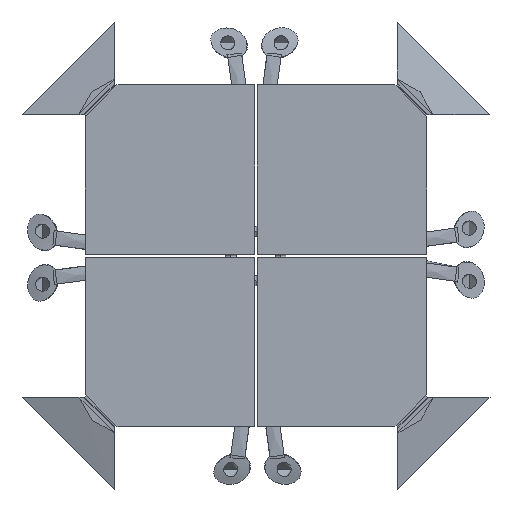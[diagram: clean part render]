
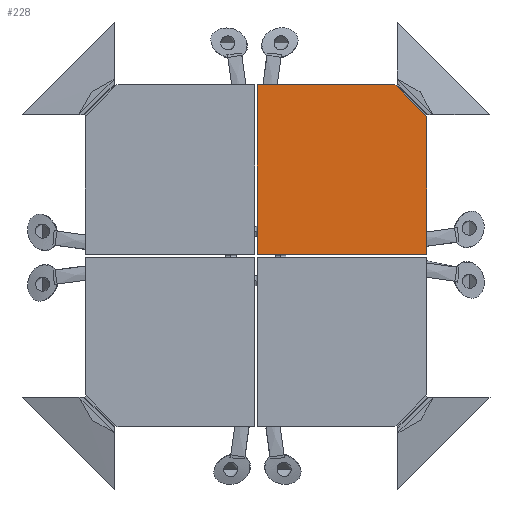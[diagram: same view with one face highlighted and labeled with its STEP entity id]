
A CAD part, top view. The second image highlights one B-rep face of the part: STEP entity #228.
In plain terms, the highlighted planar face has unit normal (0, 0, 1).
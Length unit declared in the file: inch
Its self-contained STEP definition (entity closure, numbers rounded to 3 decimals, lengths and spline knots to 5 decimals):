
#228=ADVANCED_FACE('',(#460),#3348,.T.);
#460=FACE_OUTER_BOUND('',#692,.T.);
#692=EDGE_LOOP('',(#946,#947,#948,#949,#950));
#946=ORIENTED_EDGE('',*,*,#1899,.F.);
#947=ORIENTED_EDGE('',*,*,#1905,.F.);
#948=ORIENTED_EDGE('',*,*,#1911,.F.);
#949=ORIENTED_EDGE('',*,*,#1906,.F.);
#950=ORIENTED_EDGE('',*,*,#1903,.T.);
#1899=EDGE_CURVE('',#2955,#2956,#2543,.T.);
#1903=EDGE_CURVE('',#2959,#2956,#2547,.T.);
#1905=EDGE_CURVE('',#2961,#2955,#2426,.T.);
#1906=EDGE_CURVE('',#2959,#2960,#2427,.T.);
#1911=EDGE_CURVE('',#2960,#2961,#2432,.T.);
#2426=(
BOUNDED_CURVE()
B_SPLINE_CURVE(2,(#3568,#3569,#3570),.UNSPECIFIED.,.F.,.F.)
B_SPLINE_CURVE_WITH_KNOTS((3,3),(-2.15403,-1.66691),
 .UNSPECIFIED.)
CURVE()
GEOMETRIC_REPRESENTATION_ITEM()
RATIONAL_B_SPLINE_CURVE((1.,1.,1.))
REPRESENTATION_ITEM('')
);
#2427=(
BOUNDED_CURVE()
B_SPLINE_CURVE(2,(#3571,#3572,#3573),.UNSPECIFIED.,.F.,.F.)
B_SPLINE_CURVE_WITH_KNOTS((3,3),(-2.82668,-2.33956),
 .UNSPECIFIED.)
CURVE()
GEOMETRIC_REPRESENTATION_ITEM()
RATIONAL_B_SPLINE_CURVE((1.,1.,1.))
REPRESENTATION_ITEM('')
);
#2432=(
BOUNDED_CURVE()
B_SPLINE_CURVE(2,(#3584,#3585,#3586),.UNSPECIFIED.,.F.,.F.)
B_SPLINE_CURVE_WITH_KNOTS((3,3),(-2.33956,-2.15403),
 .UNSPECIFIED.)
CURVE()
GEOMETRIC_REPRESENTATION_ITEM()
RATIONAL_B_SPLINE_CURVE((1.,0.707,1.))
REPRESENTATION_ITEM('')
);
#2543=B_SPLINE_CURVE_WITH_KNOTS('',1,(#3556,#3557),.UNSPECIFIED.,.F.,.F.,
(2,2),(0.,0.60624),.UNSPECIFIED.);
#2547=B_SPLINE_CURVE_WITH_KNOTS('',1,(#3564,#3565),.UNSPECIFIED.,.F.,.F.,
(2,2),(0.,0.60624),.UNSPECIFIED.);
#2955=VERTEX_POINT('',#3545);
#2956=VERTEX_POINT('',#3546);
#2959=VERTEX_POINT('',#3549);
#2960=VERTEX_POINT('',#3550);
#2961=VERTEX_POINT('',#3551);
#3348=PLANE('',#3419);
#3419=AXIS2_PLACEMENT_3D('',#3524,#3471,$);
#3471=DIRECTION('',(0.,0.,1.));
#3524=CARTESIAN_POINT('',(1.48489,-0.03489,0.433));
#3545=CARTESIAN_POINT('',(1.33358,0.72665,0.433));
#3546=CARTESIAN_POINT('',(0.73335,0.72665,0.433));
#3549=CARTESIAN_POINT('',(0.73335,1.32689,0.433));
#3550=CARTESIAN_POINT('',(1.22047,1.32689,0.433));
#3551=CARTESIAN_POINT('',(1.33358,1.21378,0.433));
#3556=CARTESIAN_POINT('',(1.33358,0.72665,0.433));
#3557=CARTESIAN_POINT('',(0.73335,0.72665,0.433));
#3564=CARTESIAN_POINT('',(0.73335,1.32689,0.433));
#3565=CARTESIAN_POINT('',(0.73335,0.72665,0.433));
#3568=CARTESIAN_POINT('',(1.33358,1.21378,0.433));
#3569=CARTESIAN_POINT('',(1.33358,0.97022,0.433));
#3570=CARTESIAN_POINT('',(1.33358,0.72665,0.433));
#3571=CARTESIAN_POINT('',(0.73335,1.32689,0.433));
#3572=CARTESIAN_POINT('',(0.97691,1.32689,0.433));
#3573=CARTESIAN_POINT('',(1.22047,1.32689,0.433));
#3584=CARTESIAN_POINT('',(1.22047,1.32689,0.433));
#3585=CARTESIAN_POINT('',(1.33358,1.32689,0.433));
#3586=CARTESIAN_POINT('',(1.33358,1.21378,0.433));
